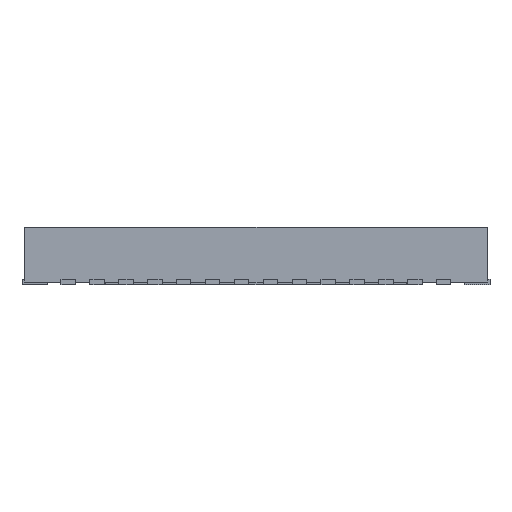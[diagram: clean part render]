
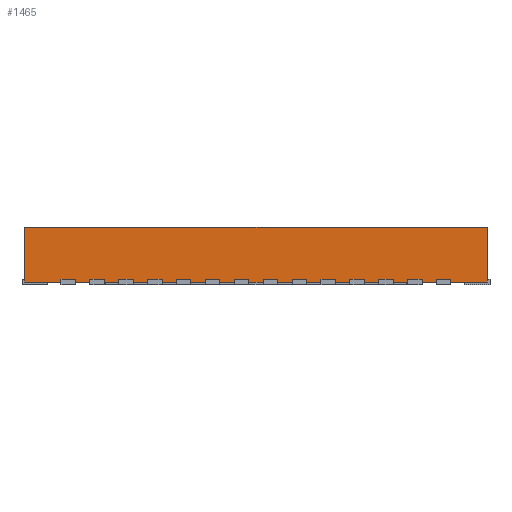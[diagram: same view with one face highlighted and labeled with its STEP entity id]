
A CAD part, left-side view. The second image highlights one B-rep face of the part: STEP entity #1465.
In plain terms, the highlighted planar face has unit normal (-1, 0, 0).
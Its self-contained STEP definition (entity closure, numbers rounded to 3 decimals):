
#1465=ADVANCED_FACE('',(#10355),#10357,.F.);
#10355=FACE_BOUND('',#10356,.T.);
#10356=EDGE_LOOP('',(#21559,#21560,#21561,#21562));
#10357=PLANE('',#10358);
#10358=AXIS2_PLACEMENT_3D('',#10359,#10360,#10361);
#10359=CARTESIAN_POINT('',(-4.,-4.,0.05));
#10360=DIRECTION('',(1.,0.,0.));
#10361=DIRECTION('',(0.,0.,1.));
#21559=ORIENTED_EDGE('',*,*,#31678,.T.);
#21560=ORIENTED_EDGE('',*,*,#32133,.F.);
#21561=ORIENTED_EDGE('',*,*,#32134,.F.);
#21562=ORIENTED_EDGE('',*,*,#32135,.T.);
#31678=EDGE_CURVE('',#35638,#35639,#35640,.T.);
#32133=EDGE_CURVE('',#36548,#35639,#36549,.T.);
#32134=EDGE_CURVE('',#36550,#36548,#36551,.T.);
#32135=EDGE_CURVE('',#36550,#35638,#36552,.T.);
#35638=VERTEX_POINT('',#43922);
#35639=VERTEX_POINT('',#43923);
#35640=LINE('',#43924,#43925);
#36548=VERTEX_POINT('',#45743);
#36549=LINE('',#45744,#45745);
#36550=VERTEX_POINT('',#45747);
#36551=LINE('',#45748,#45749);
#36552=LINE('',#45751,#45752);
#43922=CARTESIAN_POINT('',(-4.,-4.,1.));
#43923=CARTESIAN_POINT('',(-4.,4.,1.));
#43924=CARTESIAN_POINT('',(-4.,-4.,1.));
#43925=VECTOR('',#43926,1.);
#43926=DIRECTION('',(0.,1.,0.));
#45743=CARTESIAN_POINT('',(-4.,4.,0.05));
#45744=CARTESIAN_POINT('',(-4.,4.,0.05));
#45745=VECTOR('',#45746,1.);
#45746=DIRECTION('',(0.,0.,1.));
#45747=CARTESIAN_POINT('',(-4.,-4.,0.05));
#45748=CARTESIAN_POINT('',(-4.,-4.,0.05));
#45749=VECTOR('',#45750,1.);
#45750=DIRECTION('',(0.,1.,0.));
#45751=CARTESIAN_POINT('',(-4.,-4.,0.05));
#45752=VECTOR('',#45753,1.);
#45753=DIRECTION('',(0.,0.,1.));
